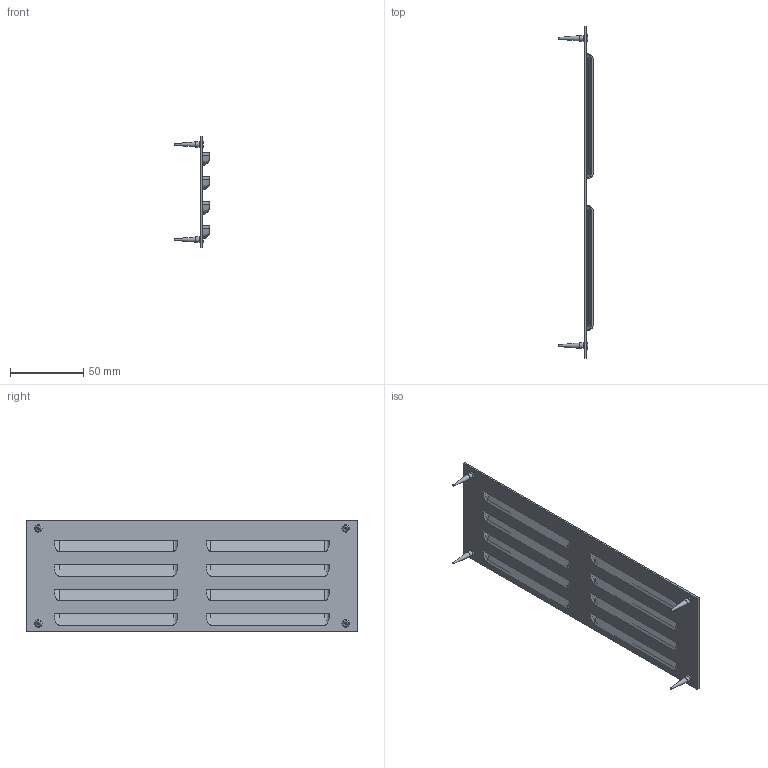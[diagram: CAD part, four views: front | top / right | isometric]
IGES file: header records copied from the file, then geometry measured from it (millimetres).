
Global section: file name: P2854-B; native system: Autodesk Inventor 2018; preprocessor: unknown; author: ashami; date: 20180911.112714; units: millimetre
Bounding box: 24.05 x 226.75 x 76.25 mm (x, y, z)
Volume: 32424.1 mm3; surface area: 44022.4 mm2
Topology: 5 solids, 5 shells, 142 faces, 388 edges, 256 vertices
Faces by surface type: bspline 142
